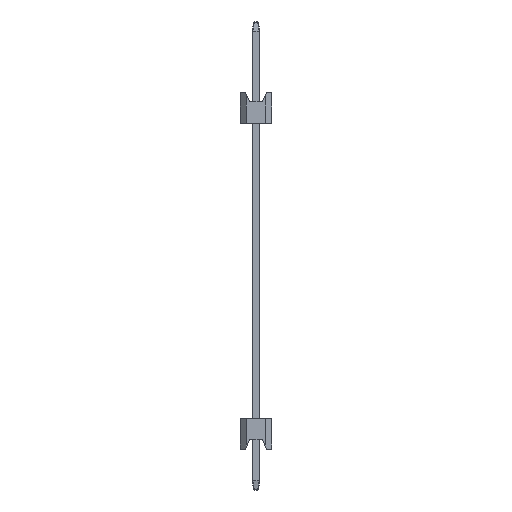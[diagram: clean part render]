
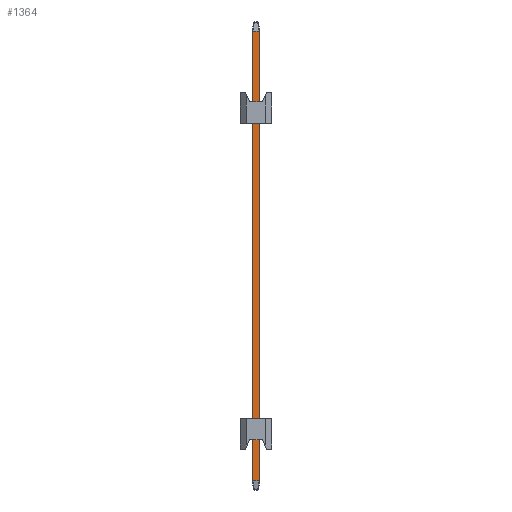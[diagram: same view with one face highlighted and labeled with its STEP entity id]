
A CAD part, left-side view. The second image highlights one B-rep face of the part: STEP entity #1364.
In plain terms, the highlighted planar face has unit normal (-1, 0, 0).
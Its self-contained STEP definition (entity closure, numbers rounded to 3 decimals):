
#294=FACE_OUTER_BOUND('',#358,.T.);
#358=EDGE_LOOP('',(#1103,#1104,#1105,#1106,#1107,#1108,#1109,#1110));
#409=LINE('',#2037,#565);
#418=LINE('',#2055,#574);
#448=LINE('',#2110,#604);
#461=LINE('',#2137,#617);
#464=LINE('',#2143,#620);
#467=LINE('',#2149,#623);
#483=LINE('',#2176,#639);
#484=LINE('',#2178,#640);
#565=VECTOR('',#1617,10.);
#574=VECTOR('',#1630,10.);
#604=VECTOR('',#1680,10.);
#617=VECTOR('',#1701,10.);
#620=VECTOR('',#1706,10.);
#623=VECTOR('',#1711,10.);
#639=VECTOR('',#1745,10.);
#640=VECTOR('',#1748,10.);
#719=VERTEX_POINT('',#2035);
#720=VERTEX_POINT('',#2036);
#727=VERTEX_POINT('',#2053);
#741=VERTEX_POINT('',#2105);
#749=VERTEX_POINT('',#2129);
#752=VERTEX_POINT('',#2135);
#754=VERTEX_POINT('',#2141);
#756=VERTEX_POINT('',#2147);
#817=EDGE_CURVE('',#719,#720,#409,.T.);
#826=EDGE_CURVE('',#727,#719,#418,.T.);
#856=EDGE_CURVE('',#720,#741,#448,.T.);
#869=EDGE_CURVE('',#752,#749,#461,.T.);
#872=EDGE_CURVE('',#754,#752,#464,.T.);
#875=EDGE_CURVE('',#756,#754,#467,.T.);
#891=EDGE_CURVE('',#749,#727,#483,.T.);
#892=EDGE_CURVE('',#741,#756,#484,.T.);
#1103=ORIENTED_EDGE('',*,*,#856,.F.);
#1104=ORIENTED_EDGE('',*,*,#817,.F.);
#1105=ORIENTED_EDGE('',*,*,#826,.F.);
#1106=ORIENTED_EDGE('',*,*,#891,.F.);
#1107=ORIENTED_EDGE('',*,*,#869,.F.);
#1108=ORIENTED_EDGE('',*,*,#872,.F.);
#1109=ORIENTED_EDGE('',*,*,#875,.F.);
#1110=ORIENTED_EDGE('',*,*,#892,.F.);
#1300=PLANE('',#1491);
#1364=ADVANCED_FACE('',(#294),#1300,.T.);
#1491=AXIS2_PLACEMENT_3D('',#2177,#1746,#1747);
#1617=DIRECTION('',(0.,0.,-1.));
#1630=DIRECTION('',(0.,-0.371,-0.928));
#1680=DIRECTION('',(0.,0.371,-0.928));
#1701=DIRECTION('',(0.,-0.371,0.928));
#1706=DIRECTION('',(0.,0.,1.));
#1711=DIRECTION('',(0.,0.371,0.928));
#1745=DIRECTION('',(0.,-1.,0.));
#1746=DIRECTION('center_axis',(-1.,0.,0.));
#1747=DIRECTION('ref_axis',(0.,-1.,0.));
#1748=DIRECTION('',(0.,1.,0.));
#2035=CARTESIAN_POINT('',(-0.32,-0.27,33.748));
#2036=CARTESIAN_POINT('',(-0.32,-0.27,-2.548));
#2037=CARTESIAN_POINT('',(-0.32,-0.27,0.));
#2053=CARTESIAN_POINT('',(-0.32,-0.269,33.75));
#2055=CARTESIAN_POINT('',(-0.32,-5.973,19.491));
#2105=CARTESIAN_POINT('',(-0.32,-0.269,-2.55));
#2110=CARTESIAN_POINT('',(-0.32,-0.593,-1.739));
#2129=CARTESIAN_POINT('',(-0.32,0.269,33.75));
#2135=CARTESIAN_POINT('',(-0.32,0.27,33.748));
#2137=CARTESIAN_POINT('',(-0.32,6.017,19.381));
#2141=CARTESIAN_POINT('',(-0.32,0.27,-2.548));
#2143=CARTESIAN_POINT('',(-0.32,0.27,0.));
#2147=CARTESIAN_POINT('',(-0.32,0.269,-2.55));
#2149=CARTESIAN_POINT('',(-0.32,0.637,-1.629));
#2176=CARTESIAN_POINT('',(-0.32,0.16,33.75));
#2177=CARTESIAN_POINT('Origin',(-0.32,0.32,0.));
#2178=CARTESIAN_POINT('',(-0.32,0.16,-2.55));
